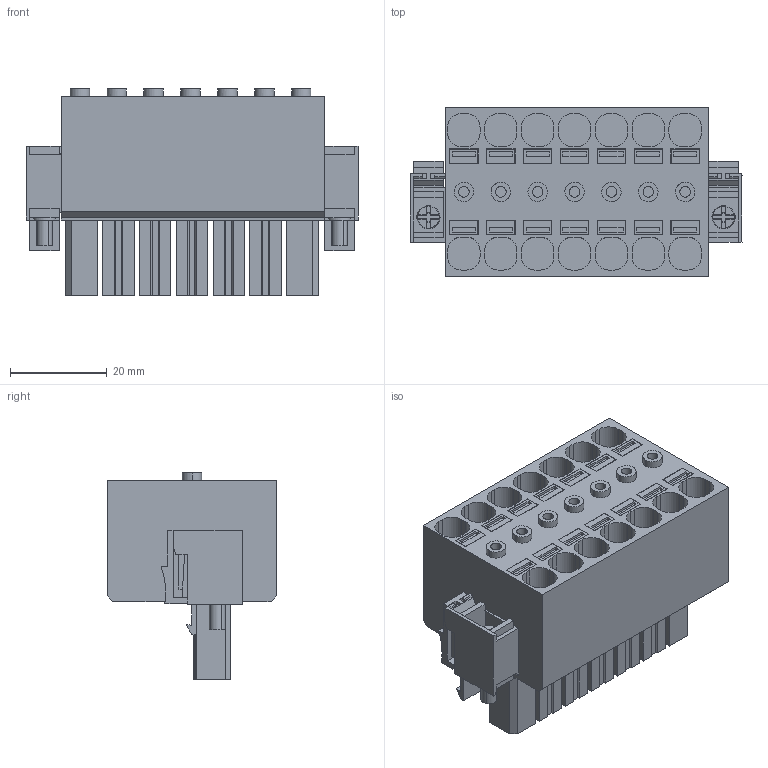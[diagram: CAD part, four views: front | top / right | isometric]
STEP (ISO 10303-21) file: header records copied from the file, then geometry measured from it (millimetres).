
FILE_DESCRIPTION(('CATIA V5 STEP Exchange','CAx-IF Rec.Pracs.--- Model Styling and Organization---1.4--- 2014-01-23'),'2;1');
FILE_NAME ('1208086-3_0_2720530000_2720530000.stp','2020-07-23T11:00:52+00:00',('none'),('Weidmueller'),'CATIA Version 5-6 Release 2016','CATIA V5 STEP AP214','none');
FILE_SCHEMA(('AUTOMOTIVE_DESIGN { 1 0 10303 214 1 1 1 1 }'));
Length unit declared in the file: millimetre
Products named in the file (1): 2720530000
Bounding box: 68.58 x 35.05 x 42.58 mm (x, y, z)
Volume: 51194.5 mm3; surface area: 21943.1 mm2
Topology: 19 solids, 19 shells, 960 faces, 2458 edges, 1637 vertices
Faces by surface type: plane 850, cylinder 106, cone 4
Entity records: 28130 total; most frequent: CARTESIAN_POINT 5243, ORIENTED_EDGE 4916, DIRECTION 3699, EDGE_CURVE 2458, VECTOR 2210, LINE 2210, VERTEX_POINT 1637, EDGE_LOOP 1069
